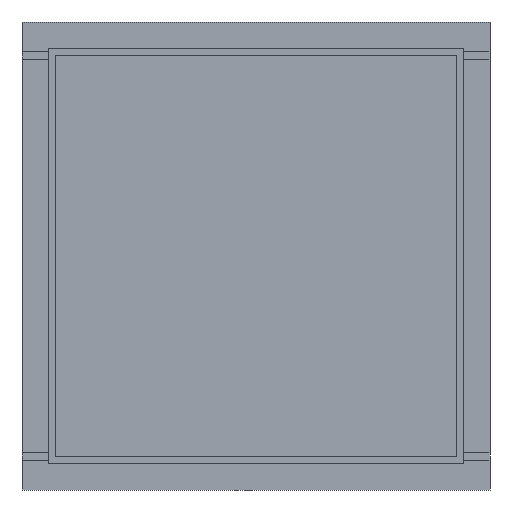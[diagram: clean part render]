
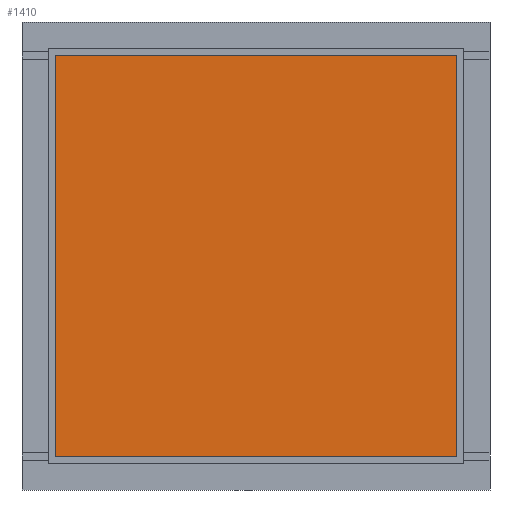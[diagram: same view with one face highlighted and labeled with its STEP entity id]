
A CAD part, front view. The second image highlights one B-rep face of the part: STEP entity #1410.
In plain terms, the highlighted planar face has unit normal (0, -1, 0).
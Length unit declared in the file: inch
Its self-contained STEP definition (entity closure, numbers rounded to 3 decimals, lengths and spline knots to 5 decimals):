
#143=LINE($,#2126,#325);
#147=LINE($,#2133,#329);
#149=LINE($,#2138,#331);
#152=LINE($,#2142,#334);
#325=VECTOR($,#1743,0.609);
#329=VECTOR($,#1749,0.609);
#331=VECTOR($,#1753,0.609);
#334=VECTOR($,#1758,0.609);
#447=FACE_OUTER_BOUND($,#525,.T.);
#525=EDGE_LOOP($,(#1128,#1129,#1130,#1131));
#653=VERTEX_POINT($,#2123);
#654=VERTEX_POINT($,#2125);
#656=VERTEX_POINT($,#2131);
#658=VERTEX_POINT($,#2137);
#822=EDGE_CURVE($,#653,#654,#143,.T.);
#826=EDGE_CURVE($,#656,#653,#147,.T.);
#828=EDGE_CURVE($,#654,#658,#149,.T.);
#831=EDGE_CURVE($,#658,#656,#152,.T.);
#1128=ORIENTED_EDGE($,*,*,#826,.F.);
#1129=ORIENTED_EDGE($,*,*,#831,.F.);
#1130=ORIENTED_EDGE($,*,*,#828,.F.);
#1131=ORIENTED_EDGE($,*,*,#822,.F.);
#1338=PLANE($,#1500);
#1410=ADVANCED_FACE($,(#447),#1338,.F.);
#1500=AXIS2_PLACEMENT_3D($,#2143,#1759,#1760);
#1743=DIRECTION($,(0.,0.,-1.));
#1749=DIRECTION($,(1.,0.,0.));
#1753=DIRECTION($,(-1.,0.,0.));
#1758=DIRECTION($,(0.,0.,1.));
#1759=DIRECTION('center_axis',(0.,1.,0.));
#1760=DIRECTION('ref_axis',(0.,0.,1.));
#2123=CARTESIAN_POINT('',(0.3045,-0.615,0.3045));
#2125=CARTESIAN_POINT('',(0.3045,-0.615,-0.3045));
#2126=CARTESIAN_POINT($,(0.3045,-0.615,0.3045));
#2131=CARTESIAN_POINT('',(-0.3045,-0.615,0.3045));
#2133=CARTESIAN_POINT($,(-0.3045,-0.615,0.3045));
#2137=CARTESIAN_POINT('',(-0.3045,-0.615,-0.3045));
#2138=CARTESIAN_POINT($,(0.3045,-0.615,-0.3045));
#2142=CARTESIAN_POINT($,(-0.3045,-0.615,-0.3045));
#2143=CARTESIAN_POINT('Origin',(0.,-0.615,0.));
